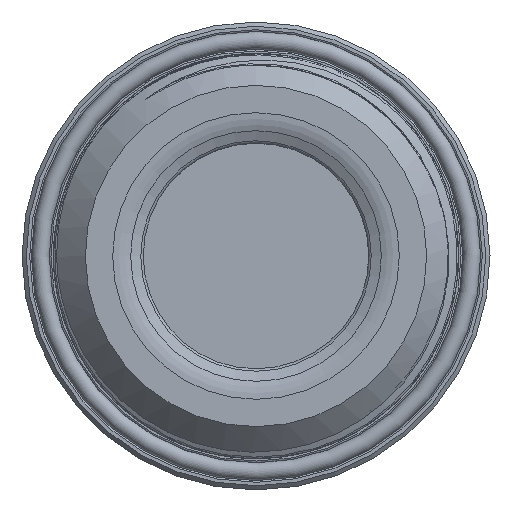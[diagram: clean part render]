
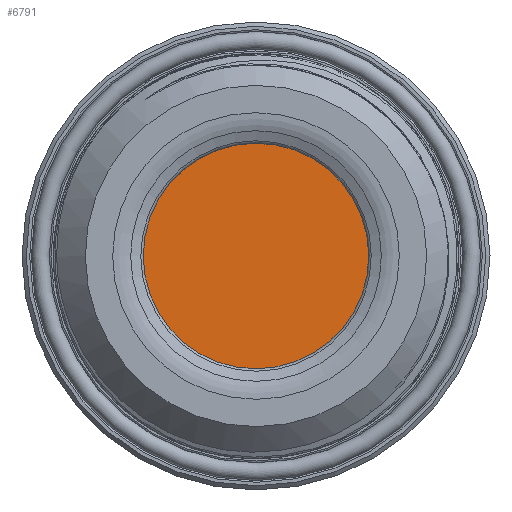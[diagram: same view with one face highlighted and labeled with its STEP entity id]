
A CAD part, left-side view. The second image highlights one B-rep face of the part: STEP entity #6791.
In plain terms, the highlighted face is planar.
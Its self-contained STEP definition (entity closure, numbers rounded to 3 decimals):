
#1730=PLANE('',#7322);
#1831=FACE_OUTER_BOUND('',#2247,.T.);
#2247=EDGE_LOOP('',(#4903));
#2685=CIRCLE('',#7321,13.89);
#2891=VERTEX_POINT('',#14822);
#3666=EDGE_CURVE('',#2891,#2891,#2685,.T.);
#4903=ORIENTED_EDGE('',*,*,#3666,.T.);
#6791=ADVANCED_FACE('',(#1831),#1730,.T.);
#7321=AXIS2_PLACEMENT_3D('',#14824,#7828,#7829);
#7322=AXIS2_PLACEMENT_3D('',#14825,#7830,#7831);
#7828=DIRECTION('center_axis',(1.,0.,0.));
#7829=DIRECTION('ref_axis',(0.,0.,-1.));
#7830=DIRECTION('center_axis',(1.,0.,0.));
#7831=DIRECTION('ref_axis',(0.,0.,-1.));
#14822=CARTESIAN_POINT('',(19.071,-13.89,0.));
#14824=CARTESIAN_POINT('Origin',(19.071,0.,
0.));
#14825=CARTESIAN_POINT('Origin',(19.071,0.,0.));
